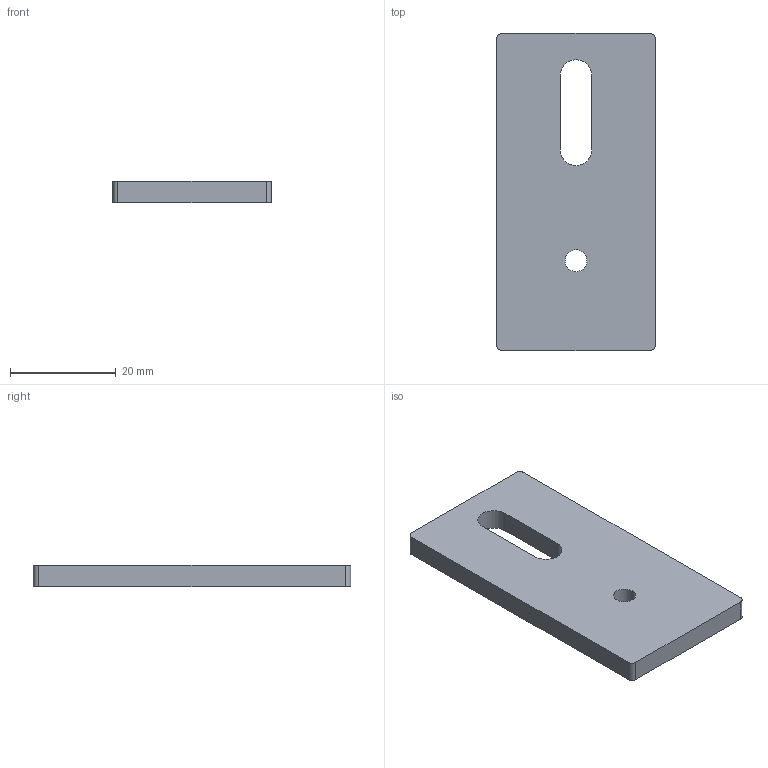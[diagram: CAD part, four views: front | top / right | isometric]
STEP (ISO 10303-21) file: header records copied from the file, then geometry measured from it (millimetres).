
FILE_DESCRIPTION(('STEP AP203'),'2;1');
FILE_NAME('27.218.00.stp','2011-02-14T10:20:03',(''),(''),'2009.3.110','THINKDESIGN','');
FILE_SCHEMA(('CONFIG_CONTROL_DESIGN'));
Length unit declared in the file: millimetre
Bounding box: 30 x 60 x 4 mm (x, y, z)
Volume: 6693.8 mm3; surface area: 4299.4 mm2
Topology: 1 solids, 1 shells, 16 faces, 42 edges, 28 vertices
Faces by surface type: cylinder 8, plane 8
Entity records: 603 total; most frequent: DIRECTION 90, CARTESIAN_POINT 86, ORIENTED_EDGE 84, EDGE_CURVE 42, AXIS2_PLACEMENT_3D 32, VERTEX_POINT 28, VECTOR 26, LINE 26
